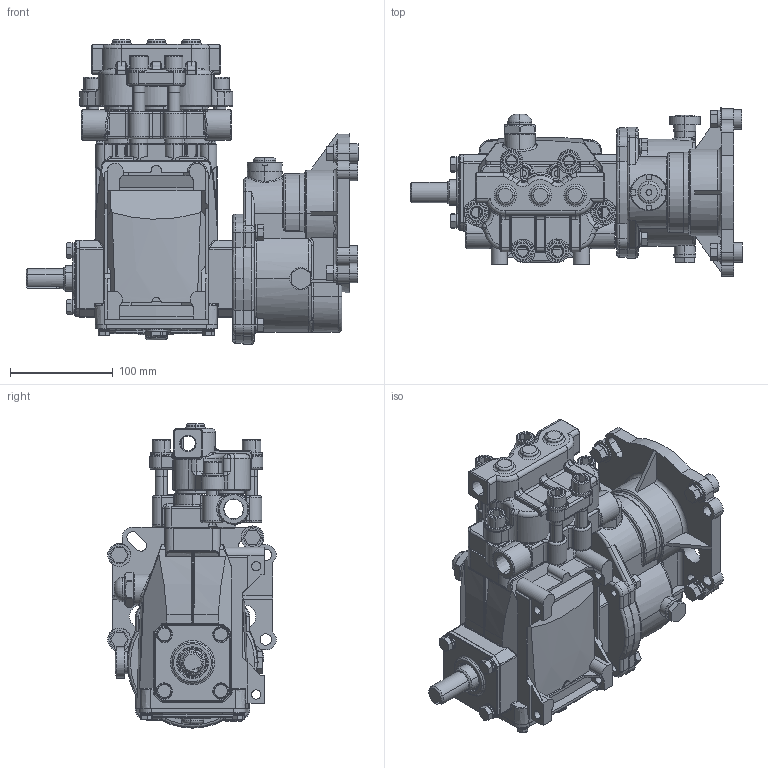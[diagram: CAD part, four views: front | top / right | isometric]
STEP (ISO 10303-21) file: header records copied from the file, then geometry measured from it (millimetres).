
FILE_DESCRIPTION (( 'STEP AP203' ), '1' );
FILE_NAME ('5CPQ6221G1.STEP', '2020-10-15T14:30:47', ( '' ), ( '' ), 'SwSTEP 2.0', 'SolidWorks 2020', '' );
FILE_SCHEMA (( 'CONFIG_CONTROL_DESIGN' ));
Products named in the file (1): 5CPQ6221G1
Bounding box: 323.67 x 164.13 x 296.67 mm (x, y, z)
Surface area: 377682.4 mm2 (no closed solid volume)
Topology: 0 solids, 56 shells, 2190 faces, 6226 edges, 3981 vertices
Faces by surface type: cylinder 794, plane 670, torus 400, bspline 184, cone 117, sphere 25
Entity records: 86150 total; most frequent: CARTESIAN_POINT 30539, DIRECTION 11932, ORIENTED_EDGE 11110, EDGE_CURVE 6190, AXIS2_PLACEMENT_3D 4731, VERTEX_POINT 3979, CIRCLE 2724, VECTOR 2470
